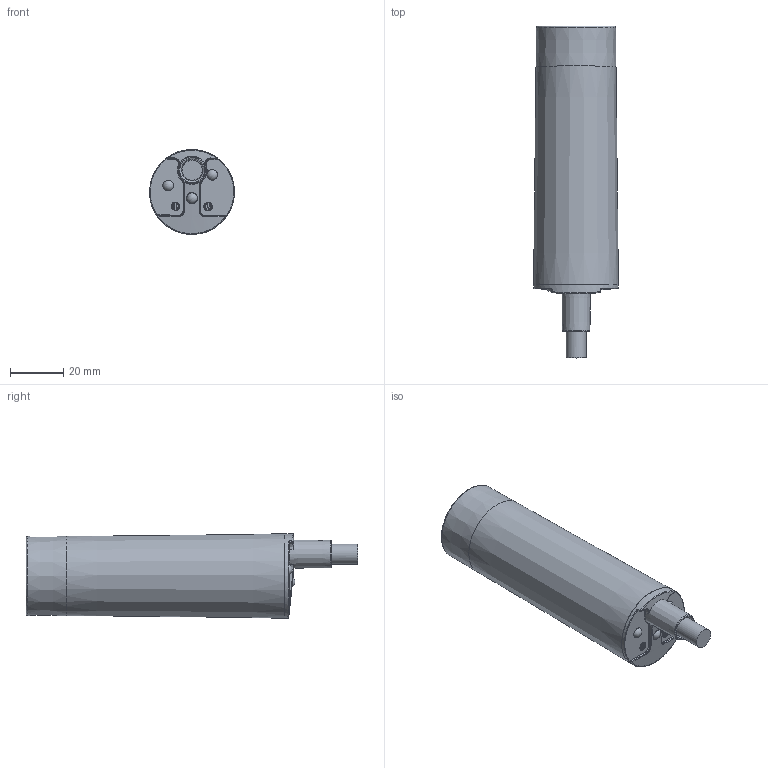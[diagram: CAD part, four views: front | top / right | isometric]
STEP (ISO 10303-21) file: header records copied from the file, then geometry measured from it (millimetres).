
FILE_DESCRIPTION(/* description */ (''),/* implementation_level */ '2;1');
FILE_NAME(/* name */ 'CB32CLN20xxAX.stp',/* time_stamp */ '2017-06-01T11:09:15+02:00',/* author */ ('tvb'),/* organization */ (''),/* preprocessor_version */ 'ST-DEVELOPER v16.1',/* originating_system */ 'Autodesk Inventor 2016',/* authorisation */ '');
FILE_SCHEMA (('AUTOMOTIVE_DESIGN { 1 0 10303 214 3 1 1 }'));
Length unit declared in the file: centimetre
Products named in the file (1): CB32CLN20xxAX
Bounding box: 31.83 x 124.5 x 31.83 mm (x, y, z)
Volume: 75073 mm3; surface area: 13117.3 mm2
Topology: 1 solids, 1 shells, 137 faces, 324 edges, 199 vertices
Faces by surface type: plane 43, cylinder 33, bspline 30, cone 15, torus 11, sphere 5
Full cylindrical faces by diameter (mm): 2.7 x2, 3 x4, 3.2 x2, 4.2 x1, 4.4 x4, 4.6 x2, 7.5 x1, 31.833 x1
Entity records: 4448 total; most frequent: CARTESIAN_POINT 1651, ORIENTED_EDGE 546, DIRECTION 544, EDGE_CURVE 273, AXIS2_PLACEMENT_3D 236, EDGE_LOOP 184, VERTEX_POINT 181, FACE_OUTER_BOUND 137
